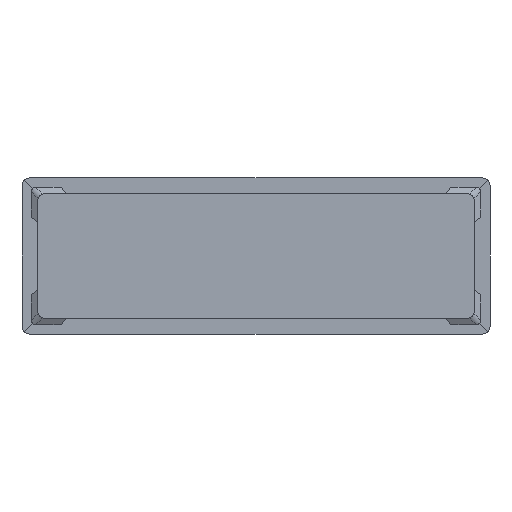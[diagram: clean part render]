
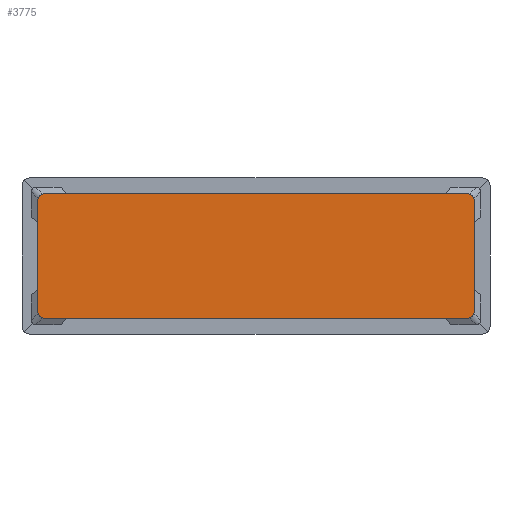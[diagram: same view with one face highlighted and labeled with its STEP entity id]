
A CAD part, front view. The second image highlights one B-rep face of the part: STEP entity #3775.
In plain terms, the highlighted planar face has unit normal (0, -1, 0).
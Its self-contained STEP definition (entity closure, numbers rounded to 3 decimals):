
#48 = CIRCLE ( 'NONE', #1241, 1. ) ;
#97 = DIRECTION ( 'NONE',  ( 0., -1., 0. ) ) ;
#273 = VERTEX_POINT ( 'NONE', #1351 ) ;
#321 = DIRECTION ( 'NONE',  ( 1., 0., 0. ) ) ;
#463 = DIRECTION ( 'NONE',  ( 0., 0., -1. ) ) ;
#469 = CARTESIAN_POINT ( 'NONE',  ( -30., 0., -8. ) ) ;
#478 = VERTEX_POINT ( 'NONE', #2534 ) ;
#561 = CARTESIAN_POINT ( 'NONE',  ( -28., 0., -7. ) ) ;
#580 = DIRECTION ( 'NONE',  ( 0., 0., 1. ) ) ;
#617 = CARTESIAN_POINT ( 'NONE',  ( -30., 0., -6.5 ) ) ;
#696 = DIRECTION ( 'NONE',  ( 0., 0., 1. ) ) ;
#745 = CARTESIAN_POINT ( 'NONE',  ( 27., 0., 8. ) ) ;
#769 = VECTOR ( 'NONE', #321, 1000. ) ;
#803 = CIRCLE ( 'NONE', #3913, 1. ) ;
#873 = EDGE_CURVE ( 'NONE', #3665, #4353, #2960, .T. ) ;
#925 = ORIENTED_EDGE ( 'NONE', *, *, #3991, .T. ) ;
#988 = LINE ( 'NONE', #3842, #4083 ) ;
#1052 = DIRECTION ( 'NONE',  ( 0., 0., 1. ) ) ;
#1056 = CARTESIAN_POINT ( 'NONE',  ( -28., 0., 7. ) ) ;
#1140 = CARTESIAN_POINT ( 'NONE',  ( -27., 0., 8. ) ) ;
#1241 = AXIS2_PLACEMENT_3D ( 'NONE', #4201, #3840, #580 ) ;
#1267 = CARTESIAN_POINT ( 'NONE',  ( -27., 0., -8. ) ) ;
#1351 = CARTESIAN_POINT ( 'NONE',  ( 27., 0., -8. ) ) ;
#1423 = ORIENTED_EDGE ( 'NONE', *, *, #3413, .T. ) ;
#1510 = VERTEX_POINT ( 'NONE', #1140 ) ;
#1595 = EDGE_CURVE ( 'NONE', #4353, #1510, #1981, .T. ) ;
#1605 = ORIENTED_EDGE ( 'NONE', *, *, #1595, .T. ) ;
#1851 = CARTESIAN_POINT ( 'NONE',  ( -28., 0., 0. ) ) ;
#1924 = ORIENTED_EDGE ( 'NONE', *, *, #873, .T. ) ;
#1950 = VERTEX_POINT ( 'NONE', #1267 ) ;
#1981 = LINE ( 'NONE', #3323, #2239 ) ;
#2008 = VERTEX_POINT ( 'NONE', #561 ) ;
#2117 = ORIENTED_EDGE ( 'NONE', *, *, #3162, .T. ) ;
#2144 = CIRCLE ( 'NONE', #2744, 1. ) ;
#2239 = VECTOR ( 'NONE', #3393, 1000. ) ;
#2405 = DIRECTION ( 'NONE',  ( 0., 0., 1. ) ) ;
#2533 = EDGE_CURVE ( 'NONE', #273, #478, #803, .T. ) ;
#2534 = CARTESIAN_POINT ( 'NONE',  ( 28., 0., -7. ) ) ;
#2548 = ORIENTED_EDGE ( 'NONE', *, *, #4398, .T. ) ;
#2653 = AXIS2_PLACEMENT_3D ( 'NONE', #617, #3395, #2405 ) ;
#2709 = DIRECTION ( 'NONE',  ( 0., 0., 1. ) ) ;
#2740 = FACE_OUTER_BOUND ( 'NONE', #3101, .T. ) ;
#2744 = AXIS2_PLACEMENT_3D ( 'NONE', #3203, #97, #696 ) ;
#2908 = LINE ( 'NONE', #469, #769 ) ;
#2960 = CIRCLE ( 'NONE', #3704, 1. ) ;
#3029 = VERTEX_POINT ( 'NONE', #1056 ) ;
#3059 = CARTESIAN_POINT ( 'NONE',  ( 27., 0., -7. ) ) ;
#3083 = DIRECTION ( 'NONE',  ( 0., -1., 0. ) ) ;
#3095 = DIRECTION ( 'NONE',  ( 0., 0., 1. ) ) ;
#3101 = EDGE_LOOP ( 'NONE', ( #1605, #2117, #2548, #1423, #925, #3632, #3391, #1924 ) ) ;
#3162 = EDGE_CURVE ( 'NONE', #1510, #3029, #2144, .T. ) ;
#3203 = CARTESIAN_POINT ( 'NONE',  ( -27., 0., 7. ) ) ;
#3323 = CARTESIAN_POINT ( 'NONE',  ( 30., 0., 8. ) ) ;
#3361 = DIRECTION ( 'NONE',  ( 0., -1., 0. ) ) ;
#3391 = ORIENTED_EDGE ( 'NONE', *, *, #4543, .T. ) ;
#3393 = DIRECTION ( 'NONE',  ( -1., 0., 0. ) ) ;
#3395 = DIRECTION ( 'NONE',  ( 0., 1., 0. ) ) ;
#3413 = EDGE_CURVE ( 'NONE', #2008, #1950, #48, .T. ) ;
#3632 = ORIENTED_EDGE ( 'NONE', *, *, #2533, .T. ) ;
#3634 = LINE ( 'NONE', #1851, #3967 ) ;
#3665 = VERTEX_POINT ( 'NONE', #4016 ) ;
#3704 = AXIS2_PLACEMENT_3D ( 'NONE', #4401, #3361, #3095 ) ;
#3775 = ADVANCED_FACE ( 'NONE', ( #2740 ), #4531, .F. ) ;
#3840 = DIRECTION ( 'NONE',  ( 0., -1., 0. ) ) ;
#3842 = CARTESIAN_POINT ( 'NONE',  ( 28., 0., -10. ) ) ;
#3913 = AXIS2_PLACEMENT_3D ( 'NONE', #3059, #3083, #2709 ) ;
#3967 = VECTOR ( 'NONE', #463, 1000. ) ;
#3991 = EDGE_CURVE ( 'NONE', #1950, #273, #2908, .T. ) ;
#4016 = CARTESIAN_POINT ( 'NONE',  ( 28., 0., 7. ) ) ;
#4083 = VECTOR ( 'NONE', #1052, 1000. ) ;
#4201 = CARTESIAN_POINT ( 'NONE',  ( -27., 0., -7. ) ) ;
#4353 = VERTEX_POINT ( 'NONE', #745 ) ;
#4398 = EDGE_CURVE ( 'NONE', #3029, #2008, #3634, .T. ) ;
#4401 = CARTESIAN_POINT ( 'NONE',  ( 27., 0., 7. ) ) ;
#4531 = PLANE ( 'NONE',  #2653 ) ;
#4543 = EDGE_CURVE ( 'NONE', #478, #3665, #988, .T. ) ;
